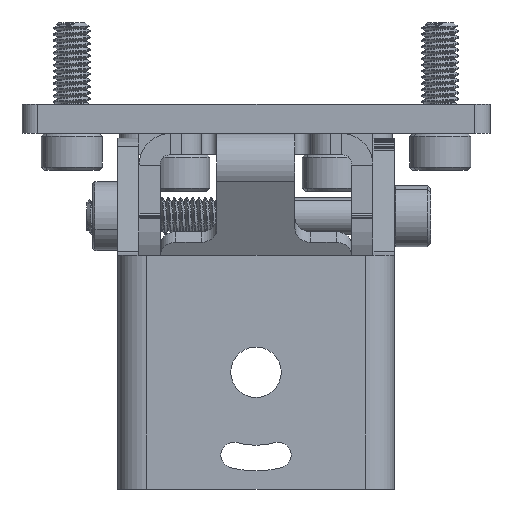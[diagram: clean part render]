
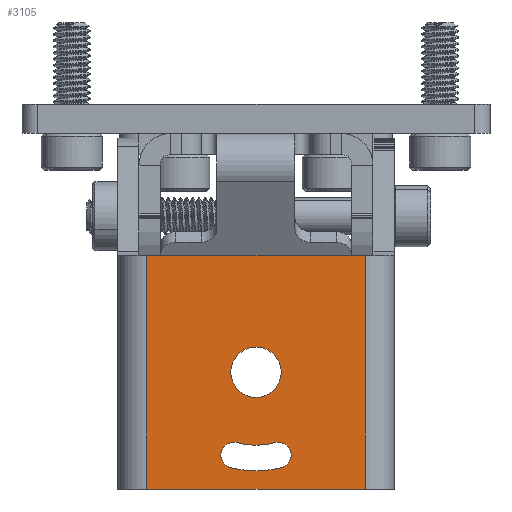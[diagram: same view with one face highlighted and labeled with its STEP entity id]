
A CAD part, front view. The second image highlights one B-rep face of the part: STEP entity #3105.
In plain terms, the highlighted planar face has unit normal (0, -1, 0).
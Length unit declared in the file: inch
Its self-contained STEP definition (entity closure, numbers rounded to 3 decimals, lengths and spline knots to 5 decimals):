
#57 = CARTESIAN_POINT ( 'NONE',  ( 0., 0., 0. ) ) ;
#290 = PLANE ( 'NONE',  #26193 ) ;
#354 = ORIENTED_EDGE ( 'NONE', *, *, #21600, .F. ) ;
#410 = VERTEX_POINT ( 'NONE', #22305 ) ;
#527 = ORIENTED_EDGE ( 'NONE', *, *, #26038, .F. ) ;
#907 = ORIENTED_EDGE ( 'NONE', *, *, #24636, .F. ) ;
#999 = CIRCLE ( 'NONE', #4962, 0.0825 ) ;
#1141 = CARTESIAN_POINT ( 'NONE',  ( 0., 0., 0.4675 ) ) ;
#1582 = VERTEX_POINT ( 'NONE', #30001 ) ;
#1787 = CARTESIAN_POINT ( 'NONE',  ( 0., 0., 0. ) ) ;
#2379 = EDGE_CURVE ( 'NONE', #27913, #12734, #9004, .T. ) ;
#2483 = EDGE_CURVE ( 'NONE', #28589, #20606, #30095, .T. ) ;
#2845 = CARTESIAN_POINT ( 'NONE',  ( -0.75, 0., -0.75 ) ) ;
#3105 = ADVANCED_FACE ( 'NONE', ( #14613, #9268, #28448 ), #290, .F. ) ;
#3923 = CARTESIAN_POINT ( 'NONE',  ( -0.7, 0., 0.75 ) ) ;
#4709 = ORIENTED_EDGE ( 'NONE', *, *, #28080, .F. ) ;
#4962 = AXIS2_PLACEMENT_3D ( 'NONE', #20899, #18581, #6755 ) ;
#5985 = EDGE_LOOP ( 'NONE', ( #27936, #10621, #12587, #907 ) ) ;
#6606 = EDGE_CURVE ( 'NONE', #9355, #1582, #15287, .T. ) ;
#6755 = DIRECTION ( 'NONE',  ( 0., 0., 1. ) ) ;
#7002 = AXIS2_PLACEMENT_3D ( 'NONE', #15022, #19783, #7639 ) ;
#7144 = ORIENTED_EDGE ( 'NONE', *, *, #2379, .T. ) ;
#7440 = DIRECTION ( 'NONE',  ( 0., 0., 1. ) ) ;
#7572 = AXIS2_PLACEMENT_3D ( 'NONE', #28546, #23322, #21170 ) ;
#7639 = DIRECTION ( 'NONE',  ( 0., 0., 1. ) ) ;
#7751 = DIRECTION ( 'NONE',  ( 0., 1., 0. ) ) ;
#8816 = CARTESIAN_POINT ( 'NONE',  ( -0.75, 0., 0.75 ) ) ;
#9004 = CIRCLE ( 'NONE', #7002, 0.1615 ) ;
#9095 = AXIS2_PLACEMENT_3D ( 'NONE', #1787, #25179, #16103 ) ;
#9266 = ORIENTED_EDGE ( 'NONE', *, *, #2483, .F. ) ;
#9268 = FACE_BOUND ( 'NONE', #18292, .T. ) ;
#9355 = VERTEX_POINT ( 'NONE', #26639 ) ;
#9883 = CIRCLE ( 'NONE', #27055, 0.1615 ) ;
#10513 = DIRECTION ( 'NONE',  ( 0., 0., 1. ) ) ;
#10545 = LINE ( 'NONE', #3923, #17606 ) ;
#10621 = ORIENTED_EDGE ( 'NONE', *, *, #17396, .F. ) ;
#10686 = VECTOR ( 'NONE', #29276, 39.37008 ) ;
#11316 = VECTOR ( 'NONE', #27864, 39.37008 ) ;
#11656 = AXIS2_PLACEMENT_3D ( 'NONE', #15995, #15543, #24762 ) ;
#11753 = VERTEX_POINT ( 'NONE', #16989 ) ;
#12226 = EDGE_LOOP ( 'NONE', ( #28257, #354, #527, #19236, #9266, #4709 ) ) ;
#12375 = EDGE_CURVE ( 'NONE', #18608, #11753, #10545, .T. ) ;
#12587 = ORIENTED_EDGE ( 'NONE', *, *, #12375, .T. ) ;
#12734 = VERTEX_POINT ( 'NONE', #26615 ) ;
#13165 = DIRECTION ( 'NONE',  ( 0., -1., 0. ) ) ;
#13444 = EDGE_CURVE ( 'NONE', #20606, #410, #26743, .T. ) ;
#14212 = DIRECTION ( 'NONE',  ( 0., 1., 0. ) ) ;
#14299 = CARTESIAN_POINT ( 'NONE',  ( 0., 0., 0. ) ) ;
#14613 = FACE_BOUND ( 'NONE', #12226, .T. ) ;
#15022 = CARTESIAN_POINT ( 'NONE',  ( 0., 0., 0. ) ) ;
#15088 = CIRCLE ( 'NONE', #11656, 0.6325 ) ;
#15287 = LINE ( 'NONE', #28544, #10686 ) ;
#15543 = DIRECTION ( 'NONE',  ( 0., -1., 0. ) ) ;
#15917 = CIRCLE ( 'NONE', #7572, 0.4675 ) ;
#15995 = CARTESIAN_POINT ( 'NONE',  ( 0., 0., 0. ) ) ;
#16012 = VERTEX_POINT ( 'NONE', #28980 ) ;
#16103 = DIRECTION ( 'NONE',  ( 0., 0., 1. ) ) ;
#16853 = DIRECTION ( 'NONE',  ( -1., 0., 0. ) ) ;
#16989 = CARTESIAN_POINT ( 'NONE',  ( -0.7, 0., -0.75 ) ) ;
#17396 = EDGE_CURVE ( 'NONE', #18608, #1582, #30016, .T. ) ;
#17606 = VECTOR ( 'NONE', #22077, 39.37008 ) ;
#18292 = EDGE_LOOP ( 'NONE', ( #24681, #7144 ) ) ;
#18480 = CARTESIAN_POINT ( 'NONE',  ( 0.121, 0., 0.45157 ) ) ;
#18581 = DIRECTION ( 'NONE',  ( 0., -1., 0. ) ) ;
#18608 = VERTEX_POINT ( 'NONE', #20334 ) ;
#19236 = ORIENTED_EDGE ( 'NONE', *, *, #13444, .F. ) ;
#19730 = CARTESIAN_POINT ( 'NONE',  ( 0., 0., 0. ) ) ;
#19783 = DIRECTION ( 'NONE',  ( 0., 1., 0. ) ) ;
#20205 = VERTEX_POINT ( 'NONE', #24131 ) ;
#20334 = CARTESIAN_POINT ( 'NONE',  ( -0.7, 0., 0.75 ) ) ;
#20606 = VERTEX_POINT ( 'NONE', #24711 ) ;
#20899 = CARTESIAN_POINT ( 'NONE',  ( -0.14235, 0., 0.53126 ) ) ;
#21170 = DIRECTION ( 'NONE',  ( 0., 0., 1. ) ) ;
#21600 = EDGE_CURVE ( 'NONE', #20205, #16012, #999, .T. ) ;
#22062 = CARTESIAN_POINT ( 'NONE',  ( 0., 0., -0.1615 ) ) ;
#22077 = DIRECTION ( 'NONE',  ( 0., 0., -1. ) ) ;
#22238 = AXIS2_PLACEMENT_3D ( 'NONE', #29623, #13165, #23263 ) ;
#22305 = CARTESIAN_POINT ( 'NONE',  ( 0., 0., 0.6325 ) ) ;
#23263 = DIRECTION ( 'NONE',  ( 0., 0., 1. ) ) ;
#23322 = DIRECTION ( 'NONE',  ( 0., 1., 0. ) ) ;
#23910 = EDGE_CURVE ( 'NONE', #12734, #27913, #9883, .T. ) ;
#23978 = DIRECTION ( 'NONE',  ( 0., 0., 1. ) ) ;
#24131 = CARTESIAN_POINT ( 'NONE',  ( -0.1637, 0., 0.61095 ) ) ;
#24636 = EDGE_CURVE ( 'NONE', #9355, #11753, #26400, .T. ) ;
#24681 = ORIENTED_EDGE ( 'NONE', *, *, #23910, .T. ) ;
#24711 = CARTESIAN_POINT ( 'NONE',  ( 0.1637, 0., 0.61095 ) ) ;
#24762 = DIRECTION ( 'NONE',  ( 0., 0., 1. ) ) ;
#24950 = VERTEX_POINT ( 'NONE', #1141 ) ;
#25158 = EDGE_CURVE ( 'NONE', #16012, #24950, #30285, .T. ) ;
#25179 = DIRECTION ( 'NONE',  ( 0., -1., 0. ) ) ;
#25829 = VECTOR ( 'NONE', #16853, 39.37008 ) ;
#25854 = AXIS2_PLACEMENT_3D ( 'NONE', #57, #14212, #7440 ) ;
#26038 = EDGE_CURVE ( 'NONE', #410, #20205, #15088, .T. ) ;
#26193 = AXIS2_PLACEMENT_3D ( 'NONE', #14299, #28294, #23978 ) ;
#26400 = LINE ( 'NONE', #2845, #25829 ) ;
#26615 = CARTESIAN_POINT ( 'NONE',  ( 0., 0., 0.1615 ) ) ;
#26639 = CARTESIAN_POINT ( 'NONE',  ( 0.7, 0., -0.75 ) ) ;
#26743 = CIRCLE ( 'NONE', #9095, 0.6325 ) ;
#27055 = AXIS2_PLACEMENT_3D ( 'NONE', #19730, #7751, #10513 ) ;
#27864 = DIRECTION ( 'NONE',  ( 1., 0., 0. ) ) ;
#27913 = VERTEX_POINT ( 'NONE', #22062 ) ;
#27936 = ORIENTED_EDGE ( 'NONE', *, *, #6606, .T. ) ;
#28080 = EDGE_CURVE ( 'NONE', #24950, #28589, #15917, .T. ) ;
#28257 = ORIENTED_EDGE ( 'NONE', *, *, #25158, .F. ) ;
#28294 = DIRECTION ( 'NONE',  ( 0., 1., 0. ) ) ;
#28448 = FACE_OUTER_BOUND ( 'NONE', #5985, .T. ) ;
#28544 = CARTESIAN_POINT ( 'NONE',  ( 0.7, 0., -0.75 ) ) ;
#28546 = CARTESIAN_POINT ( 'NONE',  ( 0., 0., 0. ) ) ;
#28589 = VERTEX_POINT ( 'NONE', #18480 ) ;
#28980 = CARTESIAN_POINT ( 'NONE',  ( -0.121, 0., 0.45157 ) ) ;
#29276 = DIRECTION ( 'NONE',  ( 0., 0., 1. ) ) ;
#29623 = CARTESIAN_POINT ( 'NONE',  ( 0.14235, 0., 0.53126 ) ) ;
#30001 = CARTESIAN_POINT ( 'NONE',  ( 0.7, 0., 0.75 ) ) ;
#30016 = LINE ( 'NONE', #8816, #11316 ) ;
#30095 = CIRCLE ( 'NONE', #22238, 0.0825 ) ;
#30285 = CIRCLE ( 'NONE', #25854, 0.4675 ) ;
